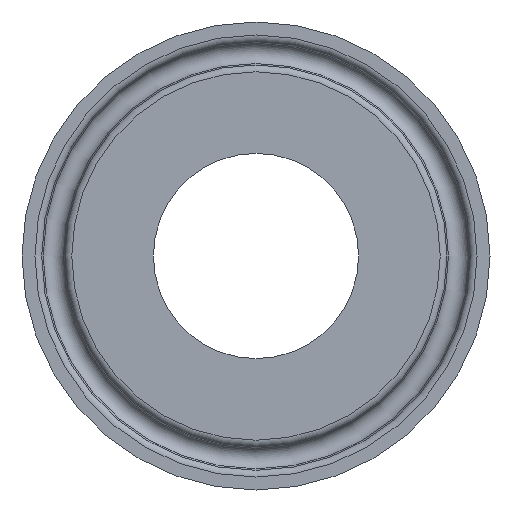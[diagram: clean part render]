
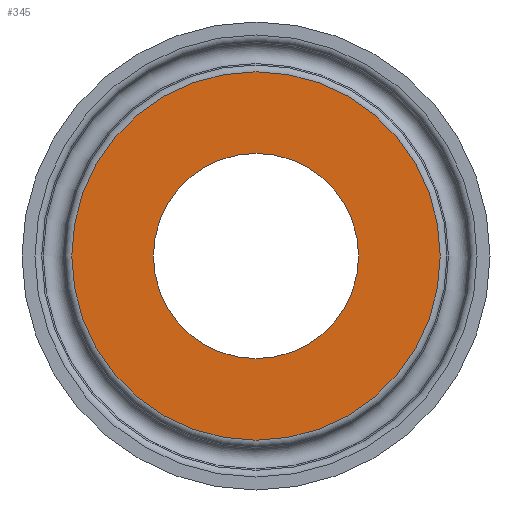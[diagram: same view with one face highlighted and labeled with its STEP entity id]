
A CAD part, left-side view. The second image highlights one B-rep face of the part: STEP entity #345.
In plain terms, the highlighted planar face has unit normal (-1, 0, 0).
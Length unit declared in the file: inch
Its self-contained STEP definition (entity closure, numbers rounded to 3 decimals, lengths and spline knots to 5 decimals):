
#21=FACE_BOUND('',#71,.T.);
#25=PLANE('',#410);
#51=FACE_OUTER_BOUND('',#70,.T.);
#70=EDGE_LOOP('',(#269,#270));
#71=EDGE_LOOP('',(#271,#272));
#107=CIRCLE('',#407,0.78106);
#108=CIRCLE('',#408,0.78106);
#110=CIRCLE('',#411,0.435);
#111=CIRCLE('',#412,0.435);
#152=VERTEX_POINT('',#633);
#153=VERTEX_POINT('',#635);
#154=VERTEX_POINT('',#640);
#155=VERTEX_POINT('',#641);
#197=EDGE_CURVE('',#152,#153,#107,.T.);
#198=EDGE_CURVE('',#153,#152,#108,.T.);
#200=EDGE_CURVE('',#154,#155,#110,.T.);
#201=EDGE_CURVE('',#155,#154,#111,.T.);
#269=ORIENTED_EDGE('',*,*,#198,.F.);
#270=ORIENTED_EDGE('',*,*,#197,.F.);
#271=ORIENTED_EDGE('',*,*,#200,.T.);
#272=ORIENTED_EDGE('',*,*,#201,.T.);
#345=ADVANCED_FACE('',(#51,#21),#25,.T.);
#407=AXIS2_PLACEMENT_3D('',#636,#507,#508);
#408=AXIS2_PLACEMENT_3D('',#637,#509,#510);
#410=AXIS2_PLACEMENT_3D('',#639,#513,#514);
#411=AXIS2_PLACEMENT_3D('',#642,#515,#516);
#412=AXIS2_PLACEMENT_3D('',#643,#517,#518);
#507=DIRECTION('center_axis',(1.,0.,0.));
#508=DIRECTION('ref_axis',(0.,-1.,0.));
#509=DIRECTION('center_axis',(1.,0.,0.));
#510=DIRECTION('ref_axis',(0.,-1.,0.));
#513=DIRECTION('center_axis',(-1.,0.,0.));
#514=DIRECTION('ref_axis',(0.,0.,1.));
#515=DIRECTION('center_axis',(1.,0.,0.));
#516=DIRECTION('ref_axis',(0.,1.,0.));
#517=DIRECTION('center_axis',(1.,0.,0.));
#518=DIRECTION('ref_axis',(0.,1.,0.));
#633=CARTESIAN_POINT('',(0.,0.,0.78106));
#635=CARTESIAN_POINT('',(0.,0.78106,0.));
#636=CARTESIAN_POINT('Origin',(0.,0.,
0.));
#637=CARTESIAN_POINT('Origin',(0.,0.,
0.));
#639=CARTESIAN_POINT('Origin',(0.,0.61829,
0.));
#640=CARTESIAN_POINT('',(0.,0.435,0.));
#641=CARTESIAN_POINT('',(0.,-0.435,0.));
#642=CARTESIAN_POINT('Origin',(0.,0.,
0.));
#643=CARTESIAN_POINT('Origin',(0.,0.,
0.));
